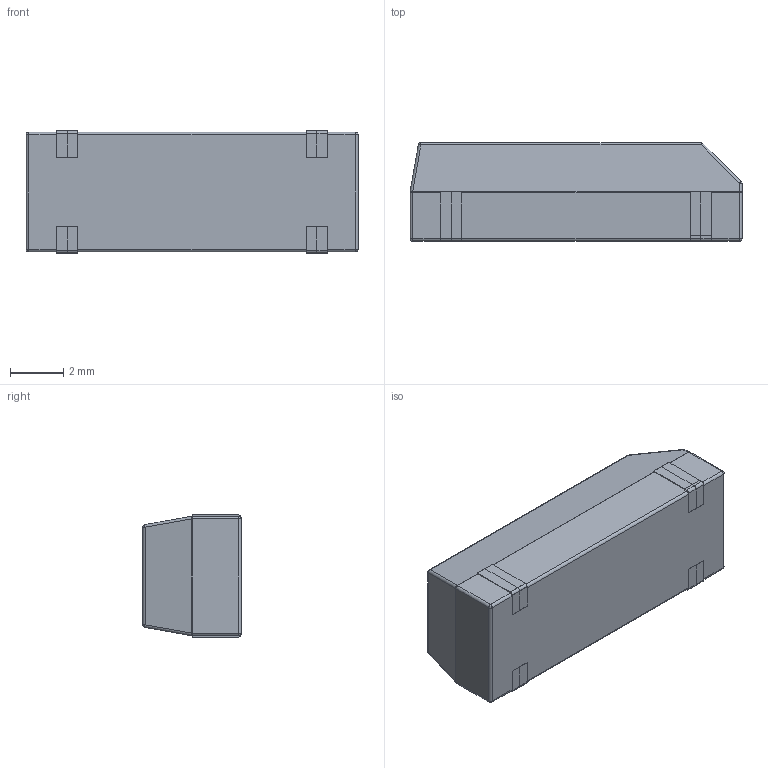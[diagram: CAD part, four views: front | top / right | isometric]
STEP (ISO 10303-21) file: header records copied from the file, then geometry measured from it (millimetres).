
FILE_DESCRIPTION (( 'STEP AP214' ), '1' );
FILE_NAME ('ECS-110.5-20-7SX-TR.STEP', '2020-11-15T08:55:57', ( '' ), ( '' ), 'SwSTEP 2.0', 'SolidWorks 2017', '' );
FILE_SCHEMA (( 'AUTOMOTIVE_DESIGN' ));
Length unit declared in the file: millimetre
Products named in the file (1): ECS-110.5-20-7SX-TR
Bounding box: 12.5 x 3.7 x 4.6 mm (x, y, z)
Volume: 197.2 mm3; surface area: 266.2 mm2
Topology: 13 solids, 13 shells, 177 faces, 423 edges, 264 vertices
Faces by surface type: plane 118, cylinder 47, bspline 12
Entity records: 5790 total; most frequent: CARTESIAN_POINT 1055, DIRECTION 832, ORIENTED_EDGE 830, EDGE_CURVE 415, LINE 320, VECTOR 320, VERTEX_POINT 264, AXIS2_PLACEMENT_3D 256
